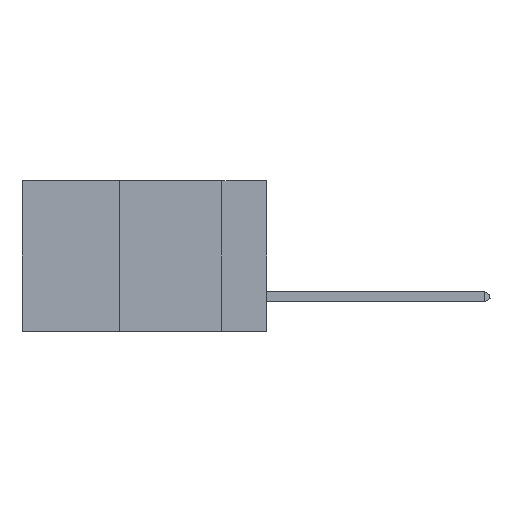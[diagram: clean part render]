
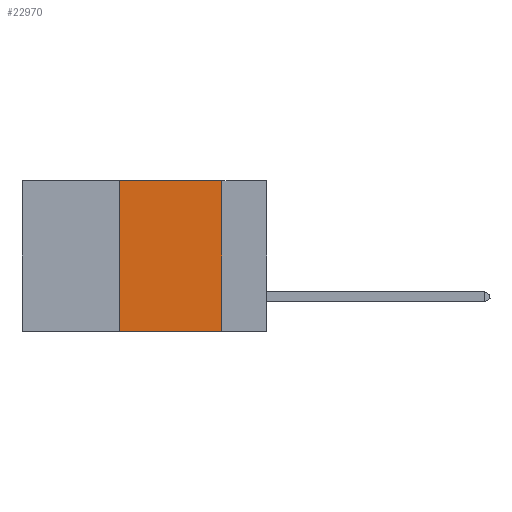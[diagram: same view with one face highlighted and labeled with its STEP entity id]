
A CAD part, left-side view. The second image highlights one B-rep face of the part: STEP entity #22970.
In plain terms, the highlighted planar face has unit normal (-1, 0, 0).
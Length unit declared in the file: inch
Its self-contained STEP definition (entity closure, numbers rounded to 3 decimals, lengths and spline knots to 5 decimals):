
#683 = EDGE_CURVE ( 'NONE', #12965, #42644, #9756, .T. ) ;
#775 = ORIENTED_EDGE ( 'NONE', *, *, #38635, .T. ) ;
#1246 = DIRECTION ( 'NONE',  ( 0., 0., -1. ) ) ;
#1583 = DIRECTION ( 'NONE',  ( 1., 0., 0. ) ) ;
#1855 = ORIENTED_EDGE ( 'NONE', *, *, #31856, .F. ) ;
#5200 = CARTESIAN_POINT ( 'NONE',  ( 0., 0.11, -0.37 ) ) ;
#5612 = LINE ( 'NONE', #42104, #29313 ) ;
#6231 = VERTEX_POINT ( 'NONE', #5200 ) ;
#8493 = CARTESIAN_POINT ( 'NONE',  ( 0., 0.36, 0. ) ) ;
#9756 = LINE ( 'NONE', #8493, #14595 ) ;
#11150 = AXIS2_PLACEMENT_3D ( 'NONE', #11368, #1583, #42574 ) ;
#11368 = CARTESIAN_POINT ( 'NONE',  ( 0., 0.6, 0. ) ) ;
#12965 = VERTEX_POINT ( 'NONE', #31161 ) ;
#14595 = VECTOR ( 'NONE', #25936, 39.37008 ) ;
#14662 = LINE ( 'NONE', #26653, #22756 ) ;
#15522 = FACE_OUTER_BOUND ( 'NONE', #34089, .T. ) ;
#16037 = CARTESIAN_POINT ( 'NONE',  ( 0., 0.6, 0. ) ) ;
#18730 = CARTESIAN_POINT ( 'NONE',  ( 0., 0.11, 0. ) ) ;
#22756 = VECTOR ( 'NONE', #33404, 39.37008 ) ;
#22970 = ADVANCED_FACE ( 'NONE', ( #15522 ), #39372, .F. ) ;
#25688 = VECTOR ( 'NONE', #37074, 39.37008 ) ;
#25903 = CARTESIAN_POINT ( 'NONE',  ( 0., 0.36, 0. ) ) ;
#25936 = DIRECTION ( 'NONE',  ( 0., 0., 1. ) ) ;
#26653 = CARTESIAN_POINT ( 'NONE',  ( 0., 0.6, -0.37 ) ) ;
#27378 = VERTEX_POINT ( 'NONE', #18730 ) ;
#27876 = ORIENTED_EDGE ( 'NONE', *, *, #30452, .F. ) ;
#29313 = VECTOR ( 'NONE', #1246, 39.37008 ) ;
#30192 = ORIENTED_EDGE ( 'NONE', *, *, #683, .F. ) ;
#30452 = EDGE_CURVE ( 'NONE', #42644, #27378, #38067, .T. ) ;
#31161 = CARTESIAN_POINT ( 'NONE',  ( 0., 0.36, -0.37 ) ) ;
#31856 = EDGE_CURVE ( 'NONE', #27378, #6231, #5612, .T. ) ;
#33404 = DIRECTION ( 'NONE',  ( 0., -1., 0. ) ) ;
#34089 = EDGE_LOOP ( 'NONE', ( #1855, #27876, #30192, #775 ) ) ;
#37074 = DIRECTION ( 'NONE',  ( 0., -1., 0. ) ) ;
#38067 = LINE ( 'NONE', #16037, #25688 ) ;
#38635 = EDGE_CURVE ( 'NONE', #12965, #6231, #14662, .T. ) ;
#39372 = PLANE ( 'NONE',  #11150 ) ;
#42104 = CARTESIAN_POINT ( 'NONE',  ( 0., 0.11, 0. ) ) ;
#42574 = DIRECTION ( 'NONE',  ( 0., 0., -1. ) ) ;
#42644 = VERTEX_POINT ( 'NONE', #25903 ) ;
